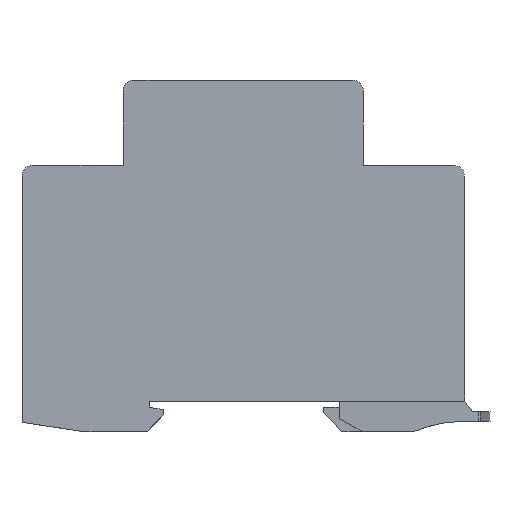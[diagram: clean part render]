
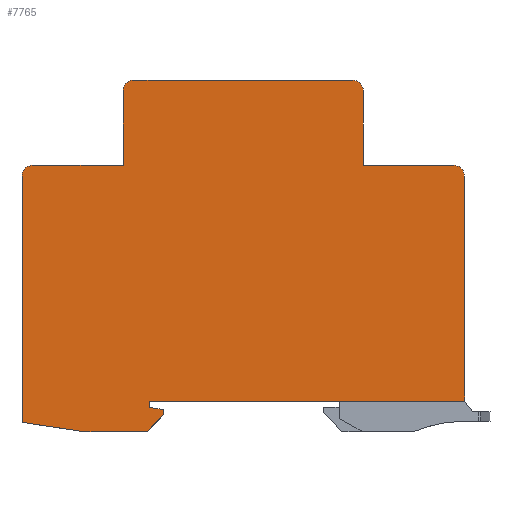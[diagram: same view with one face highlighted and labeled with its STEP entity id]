
A CAD part, left-side view. The second image highlights one B-rep face of the part: STEP entity #7765.
In plain terms, the highlighted planar face has unit normal (-1, 0, 0).
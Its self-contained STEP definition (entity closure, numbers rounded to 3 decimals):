
#53 = AXIS2_PLACEMENT_3D ( 'NONE', #4333, #4987, #1652 ) ;
#183 = VECTOR ( 'NONE', #7721, 1000. ) ;
#394 = LINE ( 'NONE', #1201, #1211 ) ;
#459 = LINE ( 'NONE', #478, #5648 ) ;
#478 = CARTESIAN_POINT ( 'NONE',  ( 8.75, 83., 66. ) ) ;
#526 = EDGE_CURVE ( 'NONE', #4622, #4790, #1667, .T. ) ;
#591 = CARTESIAN_POINT ( 'NONE',  ( 8.75, 82.736, 1.76 ) ) ;
#641 = ORIENTED_EDGE ( 'NONE', *, *, #7969, .T. ) ;
#785 = DIRECTION ( 'NONE',  ( 0., 1., 0. ) ) ;
#858 = CARTESIAN_POINT ( 'NONE',  ( 8.75, 59.1, -0.001 ) ) ;
#862 = DIRECTION ( 'NONE',  ( 0., -1., 0. ) ) ;
#885 = CARTESIAN_POINT ( 'NONE',  ( 8.75, 19., 64. ) ) ;
#932 = VERTEX_POINT ( 'NONE', #8164 ) ;
#991 = VERTEX_POINT ( 'NONE', #1250 ) ;
#1031 = ORIENTED_EDGE ( 'NONE', *, *, #1588, .T. ) ;
#1177 = EDGE_CURVE ( 'NONE', #4256, #5171, #7646, .T. ) ;
#1201 = CARTESIAN_POINT ( 'NONE',  ( 8.75, 19., -0.001 ) ) ;
#1211 = VECTOR ( 'NONE', #5695, 1000. ) ;
#1226 = LINE ( 'NONE', #1465, #6090 ) ;
#1250 = CARTESIAN_POINT ( 'NONE',  ( 8.75, 64., 64. ) ) ;
#1294 = DIRECTION ( 'NONE',  ( 0., -0.989, -0.148 ) ) ;
#1316 = DIRECTION ( 'NONE',  ( 0., 1., 0. ) ) ;
#1356 = VECTOR ( 'NONE', #6210, 1000. ) ;
#1407 = ORIENTED_EDGE ( 'NONE', *, *, #6746, .T. ) ;
#1465 = CARTESIAN_POINT ( 'NONE',  ( 8.75, 83., -0.001 ) ) ;
#1491 = VECTOR ( 'NONE', #2025, 1000. ) ;
#1563 = CARTESIAN_POINT ( 'NONE',  ( 8.75, 83., 0. ) ) ;
#1588 = EDGE_CURVE ( 'NONE', #6485, #7282, #6730, .T. ) ;
#1652 = DIRECTION ( 'NONE',  ( 0., 1., 0. ) ) ;
#1661 = EDGE_CURVE ( 'NONE', #6976, #3348, #5935, .T. ) ;
#1667 = LINE ( 'NONE', #2007, #3004 ) ;
#1728 = EDGE_CURVE ( 'NONE', #5171, #2433, #7923, .T. ) ;
#1762 = ORIENTED_EDGE ( 'NONE', *, *, #3504, .F. ) ;
#1780 = ORIENTED_EDGE ( 'NONE', *, *, #1661, .T. ) ;
#1929 = AXIS2_PLACEMENT_3D ( 'NONE', #1981, #6519, #3941 ) ;
#1981 = CARTESIAN_POINT ( 'NONE',  ( 8.75, 81., 48. ) ) ;
#2007 = CARTESIAN_POINT ( 'NONE',  ( 8.75, 83., 50. ) ) ;
#2019 = EDGE_CURVE ( 'NONE', #2433, #7661, #7315, .T. ) ;
#2025 = DIRECTION ( 'NONE',  ( 0., -0.684, 0.73 ) ) ;
#2032 = EDGE_CURVE ( 'NONE', #991, #4622, #5625, .T. ) ;
#2065 = DIRECTION ( 'NONE',  ( -1., 0., 0. ) ) ;
#2123 = CARTESIAN_POINT ( 'NONE',  ( 8.75, 21., 66. ) ) ;
#2128 = CARTESIAN_POINT ( 'NONE',  ( 8.75, 83., 48. ) ) ;
#2309 = VERTEX_POINT ( 'NONE', #5303 ) ;
#2319 = LINE ( 'NONE', #6454, #183 ) ;
#2426 = DIRECTION ( 'NONE',  ( 0., 1., 0. ) ) ;
#2433 = VERTEX_POINT ( 'NONE', #2950 ) ;
#2574 = ORIENTED_EDGE ( 'NONE', *, *, #526, .T. ) ;
#2664 = ORIENTED_EDGE ( 'NONE', *, *, #1177, .T. ) ;
#2733 = CARTESIAN_POINT ( 'NONE',  ( 8.75, 19., 50. ) ) ;
#2744 = CIRCLE ( 'NONE', #7391, 2. ) ;
#2845 = CARTESIAN_POINT ( 'NONE',  ( 8.75, 64., -0.001 ) ) ;
#2875 = VECTOR ( 'NONE', #1294, 1000. ) ;
#2910 = CARTESIAN_POINT ( 'NONE',  ( 8.75, 0., 48. ) ) ;
#2950 = CARTESIAN_POINT ( 'NONE',  ( 8.75, 59.1, 4.6 ) ) ;
#3004 = VECTOR ( 'NONE', #4570, 1000. ) ;
#3170 = CARTESIAN_POINT ( 'NONE',  ( 8.75, 59.5, 0. ) ) ;
#3195 = CARTESIAN_POINT ( 'NONE',  ( 8.75, 0., -0.001 ) ) ;
#3236 = CIRCLE ( 'NONE', #1929, 2. ) ;
#3260 = DIRECTION ( 'NONE',  ( 0., 0., 1. ) ) ;
#3348 = VERTEX_POINT ( 'NONE', #5869 ) ;
#3369 = EDGE_CURVE ( 'NONE', #6514, #3498, #2744, .T. ) ;
#3377 = DIRECTION ( 'NONE',  ( 0., 1., 0. ) ) ;
#3412 = LINE ( 'NONE', #1563, #5565 ) ;
#3433 = ORIENTED_EDGE ( 'NONE', *, *, #4667, .T. ) ;
#3498 = VERTEX_POINT ( 'NONE', #2123 ) ;
#3503 = CARTESIAN_POINT ( 'NONE',  ( 8.75, 56.5, 3.2 ) ) ;
#3504 = EDGE_CURVE ( 'NONE', #6485, #8163, #1226, .T. ) ;
#3569 = ORIENTED_EDGE ( 'NONE', *, *, #1728, .T. ) ;
#3941 = DIRECTION ( 'NONE',  ( 0., 1., 0. ) ) ;
#4028 = CARTESIAN_POINT ( 'NONE',  ( 8.75, 2., 48. ) ) ;
#4114 = CARTESIAN_POINT ( 'NONE',  ( 8.75, 81., 50. ) ) ;
#4156 = CARTESIAN_POINT ( 'NONE',  ( 8.75, 83., 5.8 ) ) ;
#4256 = VERTEX_POINT ( 'NONE', #3503 ) ;
#4333 = CARTESIAN_POINT ( 'NONE',  ( 8.75, 83., -0.001 ) ) ;
#4545 = EDGE_CURVE ( 'NONE', #3348, #4753, #2319, .T. ) ;
#4570 = DIRECTION ( 'NONE',  ( 0., 1., 0. ) ) ;
#4594 = VECTOR ( 'NONE', #6345, 1000. ) ;
#4597 = DIRECTION ( 'NONE',  ( -1., 0., 0. ) ) ;
#4622 = VERTEX_POINT ( 'NONE', #5875 ) ;
#4664 = DIRECTION ( 'NONE',  ( -1., 0., 0. ) ) ;
#4667 = EDGE_CURVE ( 'NONE', #7155, #4256, #5992, .T. ) ;
#4686 = VECTOR ( 'NONE', #6756, 1000. ) ;
#4748 = DIRECTION ( 'NONE',  ( 0., -1., 0. ) ) ;
#4753 = VERTEX_POINT ( 'NONE', #2733 ) ;
#4790 = VERTEX_POINT ( 'NONE', #4114 ) ;
#4803 = FACE_OUTER_BOUND ( 'NONE', #5826, .T. ) ;
#4810 = PLANE ( 'NONE',  #53 ) ;
#4832 = ORIENTED_EDGE ( 'NONE', *, *, #5932, .T. ) ;
#4840 = ORIENTED_EDGE ( 'NONE', *, *, #3369, .T. ) ;
#4987 = DIRECTION ( 'NONE',  ( 1., 0., 0. ) ) ;
#5101 = EDGE_CURVE ( 'NONE', #4753, #6514, #394, .T. ) ;
#5171 = VERTEX_POINT ( 'NONE', #7143 ) ;
#5268 = EDGE_CURVE ( 'NONE', #4790, #8163, #3236, .T. ) ;
#5303 = CARTESIAN_POINT ( 'NONE',  ( 8.75, 0., 5.8 ) ) ;
#5325 = CARTESIAN_POINT ( 'NONE',  ( 8.75, 62., 64. ) ) ;
#5424 = VECTOR ( 'NONE', #4748, 1000. ) ;
#5431 = CARTESIAN_POINT ( 'NONE',  ( 8.75, 83., 1.8 ) ) ;
#5529 = VECTOR ( 'NONE', #3260, 1000. ) ;
#5565 = VECTOR ( 'NONE', #862, 1000. ) ;
#5625 = LINE ( 'NONE', #2845, #6320 ) ;
#5648 = VECTOR ( 'NONE', #2426, 1000. ) ;
#5695 = DIRECTION ( 'NONE',  ( 0., 0., 1. ) ) ;
#5826 = EDGE_LOOP ( 'NONE', ( #6170, #1762, #1031, #4832, #3433, #2664, #3569, #5967, #6878, #641, #1780, #7068, #7895, #4840, #5930, #1407, #5999, #2574 ) ) ;
#5869 = CARTESIAN_POINT ( 'NONE',  ( 8.75, 2., 50. ) ) ;
#5875 = CARTESIAN_POINT ( 'NONE',  ( 8.75, 64., 50. ) ) ;
#5930 = ORIENTED_EDGE ( 'NONE', *, *, #7057, .T. ) ;
#5932 = EDGE_CURVE ( 'NONE', #7282, #7155, #3412, .T. ) ;
#5935 = CIRCLE ( 'NONE', #7971, 2. ) ;
#5967 = ORIENTED_EDGE ( 'NONE', *, *, #2019, .T. ) ;
#5992 = LINE ( 'NONE', #7002, #1491 ) ;
#5999 = ORIENTED_EDGE ( 'NONE', *, *, #2032, .T. ) ;
#6090 = VECTOR ( 'NONE', #7227, 1000. ) ;
#6170 = ORIENTED_EDGE ( 'NONE', *, *, #5268, .T. ) ;
#6210 = DIRECTION ( 'NONE',  ( 0., 0.988, 0.152 ) ) ;
#6320 = VECTOR ( 'NONE', #7905, 1000. ) ;
#6345 = DIRECTION ( 'NONE',  ( 0., 0., 1. ) ) ;
#6454 = CARTESIAN_POINT ( 'NONE',  ( 8.75, 83., 50. ) ) ;
#6485 = VERTEX_POINT ( 'NONE', #5431 ) ;
#6514 = VERTEX_POINT ( 'NONE', #885 ) ;
#6519 = DIRECTION ( 'NONE',  ( -1., 0., 0. ) ) ;
#6730 = LINE ( 'NONE', #591, #2875 ) ;
#6746 = EDGE_CURVE ( 'NONE', #932, #991, #7660, .T. ) ;
#6756 = DIRECTION ( 'NONE',  ( 0., 0., 1. ) ) ;
#6878 = ORIENTED_EDGE ( 'NONE', *, *, #7754, .T. ) ;
#6882 = CARTESIAN_POINT ( 'NONE',  ( 8.75, 81.756, 8.086 ) ) ;
#6938 = LINE ( 'NONE', #4156, #5424 ) ;
#6976 = VERTEX_POINT ( 'NONE', #2910 ) ;
#7002 = CARTESIAN_POINT ( 'NONE',  ( 8.75, 70.493, -11.726 ) ) ;
#7057 = EDGE_CURVE ( 'NONE', #3498, #932, #459, .T. ) ;
#7068 = ORIENTED_EDGE ( 'NONE', *, *, #4545, .T. ) ;
#7132 = LINE ( 'NONE', #3195, #4594 ) ;
#7135 = CARTESIAN_POINT ( 'NONE',  ( 8.75, 56.5, -0.001 ) ) ;
#7143 = CARTESIAN_POINT ( 'NONE',  ( 8.75, 56.5, 4.2 ) ) ;
#7155 = VERTEX_POINT ( 'NONE', #3170 ) ;
#7227 = DIRECTION ( 'NONE',  ( 0., 0., 1. ) ) ;
#7282 = VERTEX_POINT ( 'NONE', #7796 ) ;
#7315 = LINE ( 'NONE', #858, #4686 ) ;
#7391 = AXIS2_PLACEMENT_3D ( 'NONE', #7715, #4597, #1316 ) ;
#7403 = AXIS2_PLACEMENT_3D ( 'NONE', #5325, #4664, #785 ) ;
#7646 = LINE ( 'NONE', #7135, #5529 ) ;
#7660 = CIRCLE ( 'NONE', #7403, 2. ) ;
#7661 = VERTEX_POINT ( 'NONE', #8075 ) ;
#7715 = CARTESIAN_POINT ( 'NONE',  ( 8.75, 21., 64. ) ) ;
#7721 = DIRECTION ( 'NONE',  ( 0., 1., 0. ) ) ;
#7754 = EDGE_CURVE ( 'NONE', #7661, #2309, #6938, .T. ) ;
#7765 = ADVANCED_FACE ( 'NONE', ( #4803 ), #4810, .F. ) ;
#7796 = CARTESIAN_POINT ( 'NONE',  ( 8.75, 71., 0. ) ) ;
#7895 = ORIENTED_EDGE ( 'NONE', *, *, #5101, .T. ) ;
#7905 = DIRECTION ( 'NONE',  ( 0., 0., -1. ) ) ;
#7923 = LINE ( 'NONE', #6882, #1356 ) ;
#7969 = EDGE_CURVE ( 'NONE', #2309, #6976, #7132, .T. ) ;
#7971 = AXIS2_PLACEMENT_3D ( 'NONE', #4028, #2065, #3377 ) ;
#8075 = CARTESIAN_POINT ( 'NONE',  ( 8.75, 59.1, 5.8 ) ) ;
#8163 = VERTEX_POINT ( 'NONE', #2128 ) ;
#8164 = CARTESIAN_POINT ( 'NONE',  ( 8.75, 62., 66. ) ) ;
